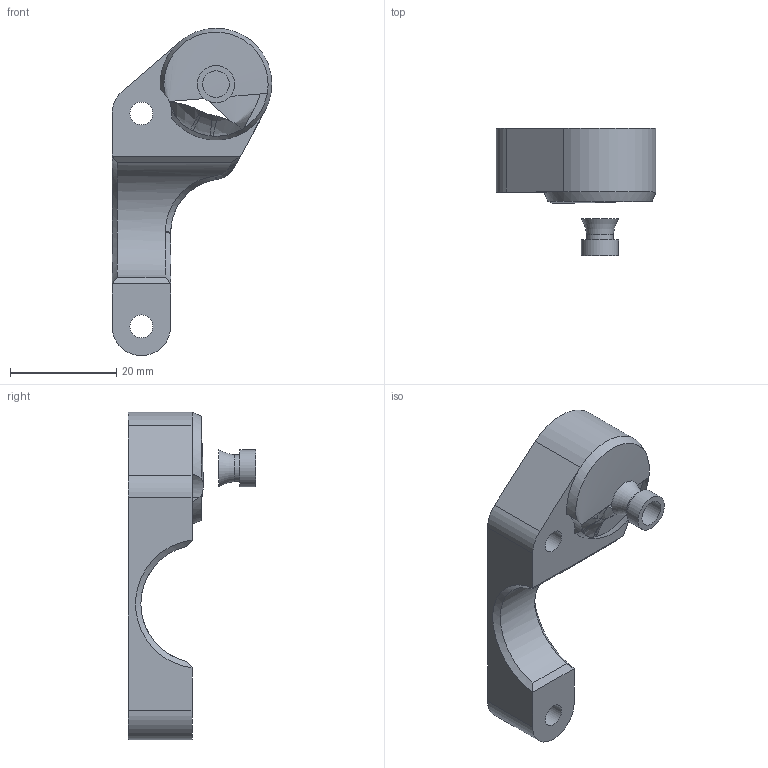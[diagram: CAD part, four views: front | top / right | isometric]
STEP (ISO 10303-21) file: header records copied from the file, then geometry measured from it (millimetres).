
FILE_DESCRIPTION(/* description */ (''),/* implementation_level */ '2;1');
FILE_NAME(/* name */ 'OBS-D-002.step',/* time_stamp */ '2020-02-16T22:42:33+01:00',/* author */ (''),/* organization */ (''),/* preprocessor_version */ 'ST-DEVELOPER v18',/* originating_system */ 'Autodesk Translation Framework v8.12.0.6',/* authorisation */ '');
FILE_SCHEMA (('AUTOMOTIVE_DESIGN { 1 0 10303 214 3 1 1 }'));
Length unit declared in the file: millimetre
Products named in the file (1): OBS-D-(001/002/003)
Bounding box: 30 x 24 x 61.5 mm (x, y, z)
Volume: 7104.2 mm3; surface area: 5010.5 mm2
Topology: 1 solids, 1 shells, 62 faces, 156 edges, 95 vertices
Faces by surface type: plane 18, cylinder 17, bspline 17, cone 8, torus 2
Full cylindrical faces by diameter (mm): 4.3 x2, 5 x1, 7 x1
Entity records: 2482 total; most frequent: CARTESIAN_POINT 1095, ORIENTED_EDGE 310, DIRECTION 244, EDGE_CURVE 155, VERTEX_POINT 95, AXIS2_PLACEMENT_3D 93, EDGE_LOOP 68, FACE_OUTER_BOUND 62
